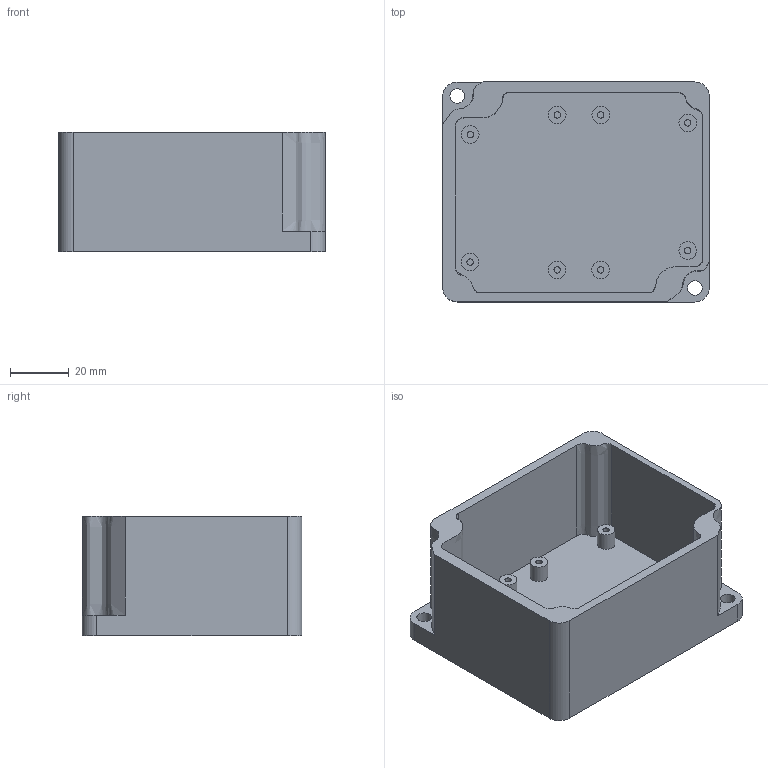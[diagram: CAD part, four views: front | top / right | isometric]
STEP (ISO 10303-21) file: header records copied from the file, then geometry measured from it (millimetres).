
FILE_DESCRIPTION(('STEP AP203'), '1');
FILE_NAME('sanhe_11_173', '', ('UNSPECIFIED'), ('UNSPECIFIED'), 'ASCON STEP Converter 1.3', 'ASCON Math Kernel', '');
FILE_SCHEMA(('CONFIG_CONTROL_DESIGN'));
Length unit declared in the file: millimetre
Bounding box: 91 x 75 x 40.7 mm (x, y, z)
Volume: 65200.3 mm3; surface area: 38730.4 mm2
Topology: 1 solids, 1 shells, 59 faces, 120 edges, 80 vertices
Faces by surface type: plane 30, cylinder 22, extrusion 7
Full cylindrical faces by diameter (mm): 2.2 x8, 5 x2, 6 x8
Entity records: 2180 total; most frequent: CARTESIAN_POINT 458, DIRECTION 245, ORIENTED_EDGE 204, EDGE_CURVE 102, EDGE_LOOP 98, AXIS2_PLACEMENT_3D 97, VERTEX_POINT 80, FACE_BOUND 62
